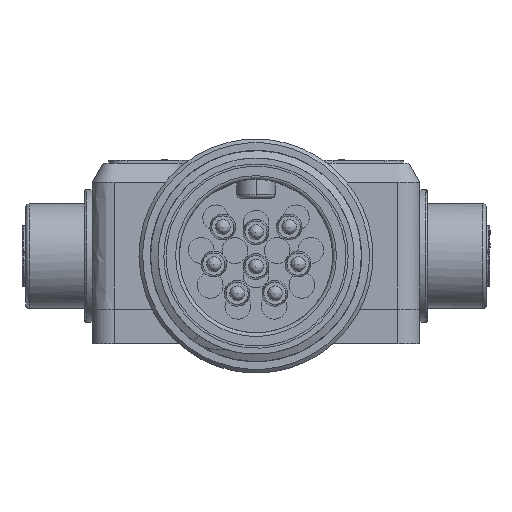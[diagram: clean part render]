
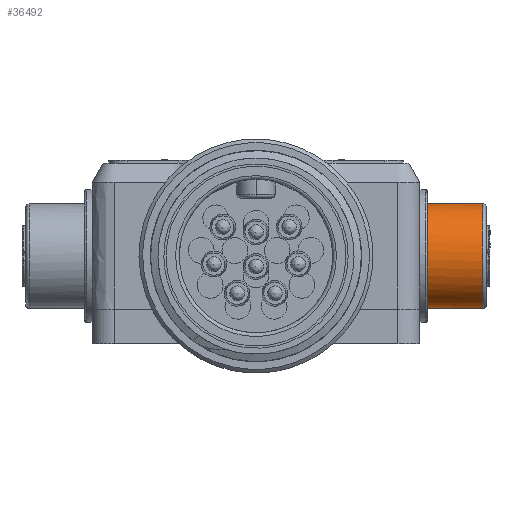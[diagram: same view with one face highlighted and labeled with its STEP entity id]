
A CAD part, front view. The second image highlights one B-rep face of the part: STEP entity #36492.
In plain terms, the highlighted free-form (B-spline) face has degree [1, 2] with [2, 9] control points.
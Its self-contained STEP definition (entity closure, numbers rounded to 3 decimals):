
#34573=CARTESIAN_POINT('',(23.25,32.5,11.9));
#34574=VERTEX_POINT('',#34573);
#34575=CARTESIAN_POINT('',(23.25,25.4,19.));
#34576=VERTEX_POINT('',#34575);
#34577=CARTESIAN_POINT('',(23.25,32.5,11.9));
#34578=CARTESIAN_POINT('',(23.25,32.5,-0.398));
#34579=CARTESIAN_POINT('',(23.25,21.85,5.751));
#34580=CARTESIAN_POINT('',(23.25,11.2,11.9));
#34581=CARTESIAN_POINT('',(23.25,21.85,18.049));
#34582=CARTESIAN_POINT('',(23.25,23.498,19.));
#34583=CARTESIAN_POINT('',(23.25,25.4,19.));
#34584=(BOUNDED_CURVE()B_SPLINE_CURVE(2,(#34577,#34578,#34579,#34580,#34581,#34582,#34583),.CIRCULAR_ARC.,.F.,.U.)B_SPLINE_CURVE_WITH_KNOTS((3,2,2,3),(0.,0.333,0.667,0.756),.UNSPECIFIED.)CURVE()GEOMETRIC_REPRESENTATION_ITEM()RATIONAL_B_SPLINE_CURVE((1.,0.5,1.,0.5,1.,0.866,0.804))REPRESENTATION_ITEM(''));
#34585=EDGE_CURVE('',#34574,#34576,#34584,.T.);
#34587=CARTESIAN_POINT('',(23.25,25.4,19.));
#34588=CARTESIAN_POINT('',(23.25,32.5,19.));
#34589=CARTESIAN_POINT('',(23.25,32.5,11.9));
#34590=(BOUNDED_CURVE()B_SPLINE_CURVE(2,(#34587,#34588,#34589),.CIRCULAR_ARC.,.F.,.U.)B_SPLINE_CURVE_WITH_KNOTS((3,3),(0.756,1.),.UNSPECIFIED.)CURVE()GEOMETRIC_REPRESENTATION_ITEM()RATIONAL_B_SPLINE_CURVE((0.804,0.634,1.))REPRESENTATION_ITEM(''));
#34591=EDGE_CURVE('',#34576,#34574,#34590,.T.);
#36443=CARTESIAN_POINT('',(30.75,25.4,19.));
#36444=CARTESIAN_POINT('',(30.75,18.3,19.));
#36445=CARTESIAN_POINT('',(30.75,18.3,11.9));
#36446=CARTESIAN_POINT('',(30.75,18.3,4.8));
#36447=CARTESIAN_POINT('',(30.75,25.4,4.8));
#36448=CARTESIAN_POINT('',(30.75,32.5,4.8));
#36449=CARTESIAN_POINT('',(30.75,32.5,11.9));
#36450=CARTESIAN_POINT('',(30.75,32.5,19.));
#36451=CARTESIAN_POINT('',(30.75,25.4,19.));
#36452=CARTESIAN_POINT('',(23.25,25.4,19.));
#36453=CARTESIAN_POINT('',(23.25,18.3,19.));
#36454=CARTESIAN_POINT('',(23.25,18.3,11.9));
#36455=CARTESIAN_POINT('',(23.25,18.3,4.8));
#36456=CARTESIAN_POINT('',(23.25,25.4,4.8));
#36457=CARTESIAN_POINT('',(23.25,32.5,4.8));
#36458=CARTESIAN_POINT('',(23.25,32.5,11.9));
#36459=CARTESIAN_POINT('',(23.25,32.5,19.));
#36460=CARTESIAN_POINT('',(23.25,25.4,19.));
#36461=(BOUNDED_SURFACE()B_SPLINE_SURFACE(1,2,((#36443,#36444,#36445,#36446,#36447,#36448,#36449,#36450,#36451),(#36452,#36453,#36454,#36455,#36456,#36457,#36458,#36459,#36460)),.CYLINDRICAL_SURF.,.F.,.T.,.U.)B_SPLINE_SURFACE_WITH_KNOTS((2,2),(3,2,2,2,3),(0.,1.056),(0.,11.153,22.305,33.458,44.611),.UNSPECIFIED.)GEOMETRIC_REPRESENTATION_ITEM()RATIONAL_B_SPLINE_SURFACE(((1.,0.707,1.,0.707,1.,0.707,1.,0.707,1.),(1.,0.707,1.,0.707,1.,0.707,1.,0.707,1.)))REPRESENTATION_ITEM('')SURFACE());
#36462=CARTESIAN_POINT('',(30.75,25.4,4.8));
#36463=VERTEX_POINT('',#36462);
#36464=CARTESIAN_POINT('',(30.75,25.4,19.));
#36465=VERTEX_POINT('',#36464);
#36466=CARTESIAN_POINT('',(30.75,25.4,4.8));
#36467=CARTESIAN_POINT('',(30.75,13.102,4.8));
#36468=CARTESIAN_POINT('',(30.75,19.251,15.45));
#36469=CARTESIAN_POINT('',(30.75,21.301,19.));
#36470=CARTESIAN_POINT('',(30.75,25.4,19.));
#36471=(BOUNDED_CURVE()B_SPLINE_CURVE(2,(#36466,#36467,#36468,#36469,#36470),.CIRCULAR_ARC.,.F.,.U.)B_SPLINE_CURVE_WITH_KNOTS((3,2,3),(0.,0.333,0.5),.UNSPECIFIED.)CURVE()GEOMETRIC_REPRESENTATION_ITEM()RATIONAL_B_SPLINE_CURVE((1.,0.5,1.,0.75,0.75))REPRESENTATION_ITEM(''));
#36472=EDGE_CURVE('',#36463,#36465,#36471,.T.);
#36473=ORIENTED_EDGE('',*,*,#36472,.T.);
#36474=CARTESIAN_POINT('',(30.75,25.4,19.));
#36475=CARTESIAN_POINT('',(23.25,25.4,19.));
#36476=B_SPLINE_CURVE_WITH_KNOTS('',1,(#36474,#36475),.POLYLINE_FORM.,.F.,.U.,(2,2),(0.,1.056),.UNSPECIFIED.);
#36477=EDGE_CURVE('',#36465,#34576,#36476,.T.);
#36478=ORIENTED_EDGE('',*,*,#36477,.T.);
#36479=ORIENTED_EDGE('',*,*,#34585,.F.);
#36480=ORIENTED_EDGE('',*,*,#34591,.F.);
#36481=ORIENTED_EDGE('',*,*,#36477,.F.);
#36482=CARTESIAN_POINT('',(30.75,25.4,19.));
#36483=CARTESIAN_POINT('',(30.75,29.499,19.));
#36484=CARTESIAN_POINT('',(30.75,31.549,15.45));
#36485=CARTESIAN_POINT('',(30.75,37.698,4.8));
#36486=CARTESIAN_POINT('',(30.75,25.4,4.8));
#36487=(BOUNDED_CURVE()B_SPLINE_CURVE(2,(#36482,#36483,#36484,#36485,#36486),.CIRCULAR_ARC.,.F.,.U.)B_SPLINE_CURVE_WITH_KNOTS((3,2,3),(0.5,0.667,1.),.UNSPECIFIED.)CURVE()GEOMETRIC_REPRESENTATION_ITEM()RATIONAL_B_SPLINE_CURVE((0.75,0.75,1.,0.5,1.))REPRESENTATION_ITEM(''));
#36488=EDGE_CURVE('',#36465,#36463,#36487,.T.);
#36489=ORIENTED_EDGE('',*,*,#36488,.T.);
#36490=EDGE_LOOP('',(#36473,#36478,#36479,#36480,#36481,#36489));
#36491=FACE_OUTER_BOUND('',#36490,.T.);
#36492=ADVANCED_FACE('',(#36491),#36461,.T.);
